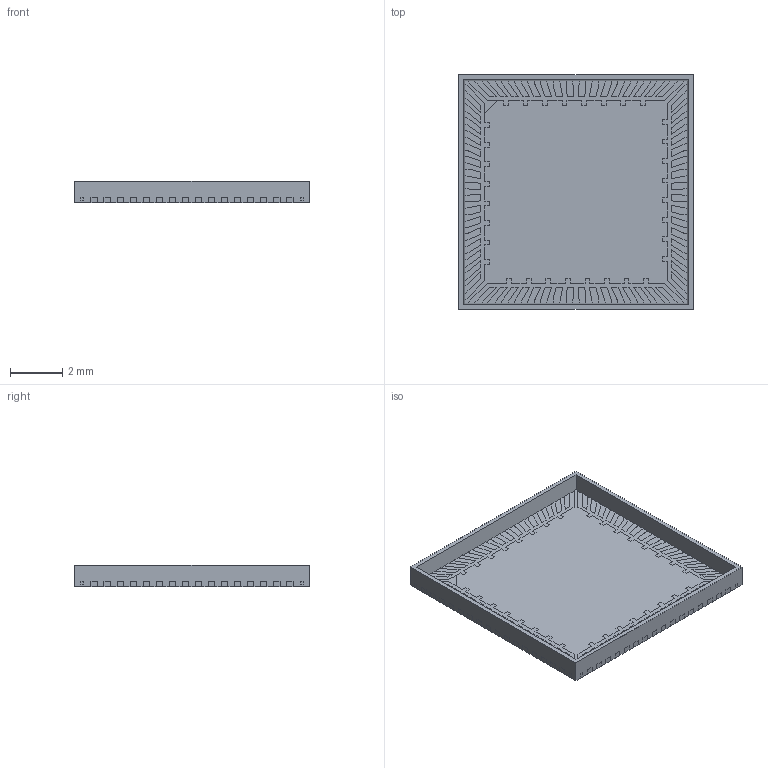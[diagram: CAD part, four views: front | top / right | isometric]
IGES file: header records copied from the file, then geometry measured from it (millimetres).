
Start section: SolidWorks IGES file using analytic representation for surfaces
Global section: file name: 9X9_64_5.IGS; native system: SolidWorks 2012; preprocessor: SolidWorks 2012; author: sw2011vm-Admin; date: 130818.102221; units: inch
Bounding box: 9 x 9 x 0.84 mm (x, y, z)
Surface area: 300.7 mm2 (no closed solid volume)
Topology: 0 solids, 0 shells, 1753 faces, 10236 edges, 10236 vertices
Faces by surface type: bspline 1753
